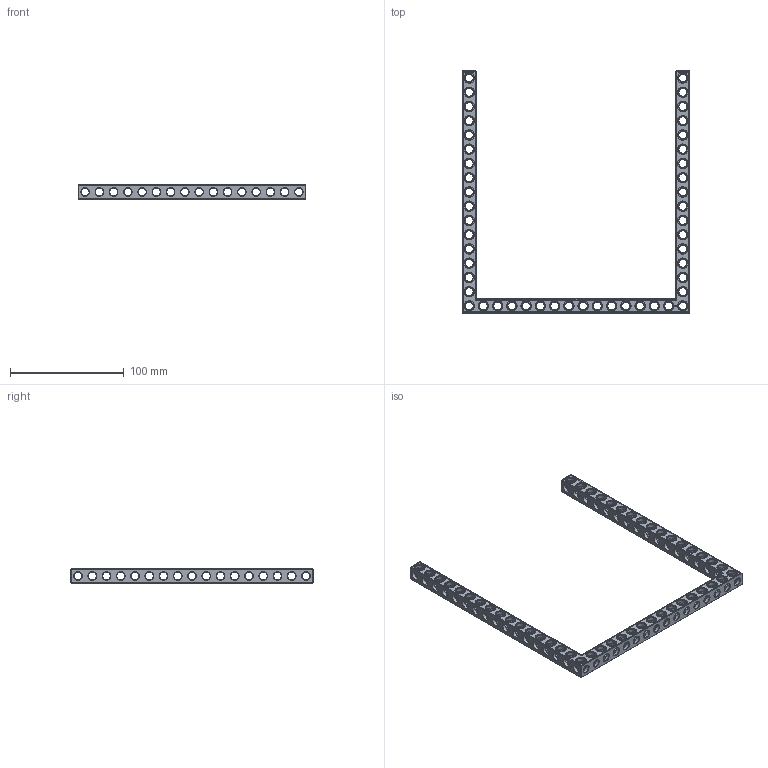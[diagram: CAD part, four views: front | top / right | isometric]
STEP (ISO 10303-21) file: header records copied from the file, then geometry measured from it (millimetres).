
FILE_DESCRIPTION(('FreeCAD Model'),'2;1');
FILE_NAME('Open CASCADE Shape Model','2022-03-06T17:05:30',('Author'),( ''),'Open CASCADE STEP processor 7.5','FreeCAD','Unknown');
FILE_SCHEMA(('AUTOMOTIVE_DESIGN { 1 0 10303 214 1 1 1 1 }'));
Products named in the file (1): Beam AGD ESS USH SYM BU16x17x01 - SPN-BEM-0571 (stemfie.org)
Bounding box: 200 x 212.5 x 12.5 mm (x, y, z)
Volume: 46903.2 mm3; surface area: 41825 mm2
Topology: 1 solids, 1 shells, 1036 faces, 3215 edges, 2069 vertices
Faces by surface type: plane 427, cylinder 289, cone 194, extrusion 126
Full cylindrical faces by diameter (mm): 6.98 x36, 7 x205, 9.2 x48
Entity records: 247709 total; most frequent: CARTESIAN_POINT 187843, DIRECTION 9807, ORIENTED_EDGE 6430, PCURVE 6430, DEFINITIONAL_REPRESENTATION 6430, VECTOR 5773, LINE 5647, EDGE_CURVE 3215
